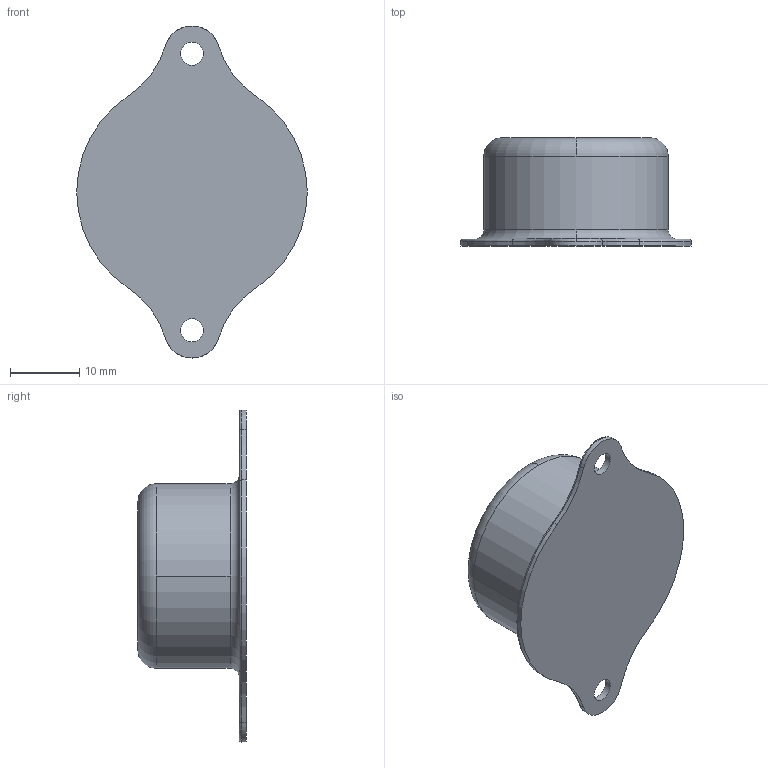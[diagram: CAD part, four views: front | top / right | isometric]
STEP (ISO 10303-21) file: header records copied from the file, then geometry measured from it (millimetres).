
FILE_DESCRIPTION (( 'STEP AP203' ), '1' );
FILE_NAME ('wheel ball_Default_sldprt.STEP', '2022-02-22T13:18:17', ( '' ), ( '' ), 'SwSTEP 2.0', 'SolidWorks 2021', '' );
FILE_SCHEMA (( 'CONFIG_CONTROL_DESIGN' ));
Length unit declared in the file: millimetre
Products named in the file (1): wheel ball_Default_sldprt
Bounding box: 33.33 x 15.67 x 48 mm (x, y, z)
Volume: 6606.4 mm3; surface area: 3697.1 mm2
Topology: 1 solids, 1 shells, 37 faces, 92 edges, 58 vertices
Faces by surface type: torus 18, cylinder 14, plane 3, sphere 2
Entity records: 1197 total; most frequent: DIRECTION 238, CARTESIAN_POINT 182, ORIENTED_EDGE 176, AXIS2_PLACEMENT_3D 112, EDGE_CURVE 88, CIRCLE 74, VERTEX_POINT 56, EDGE_LOOP 44
